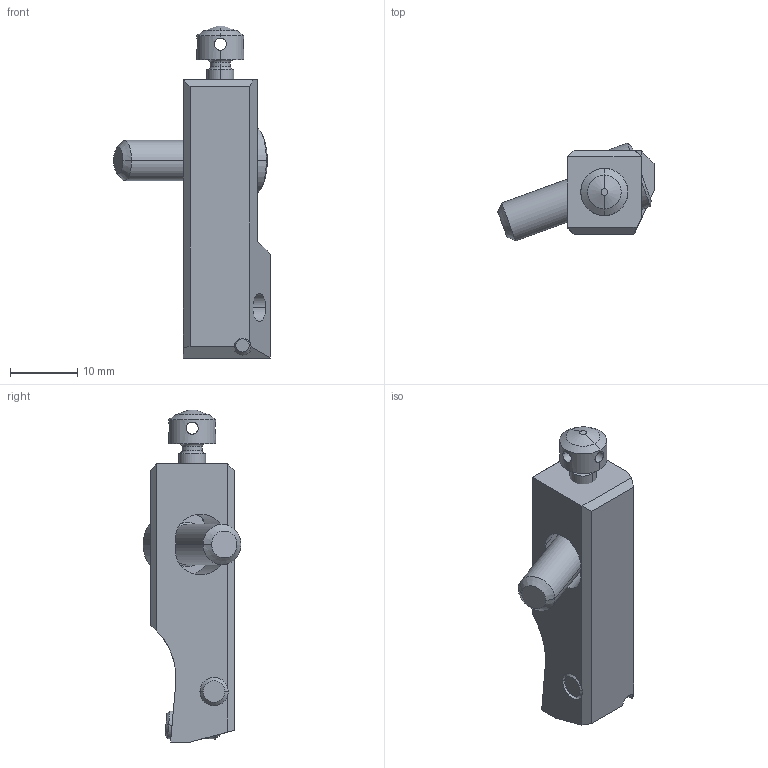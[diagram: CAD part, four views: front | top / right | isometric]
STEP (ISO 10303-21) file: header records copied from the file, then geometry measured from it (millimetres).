
FILE_DESCRIPTION(/* description */ (''),/* implementation_level */ '2;1');
FILE_NAME(/* name */ 'STFPL10CA11.stp',/* time_stamp */ '2019-07-23T16:03:33+09:00',/* author */ (''),/* organization */ (''),/* preprocessor_version */ 'ST-DEVELOPER v16',/* originating_system */ 'SIEMENS PLM Software NX 10.0',/* authorisation */ '');
FILE_SCHEMA (('AUTOMOTIVE_DESIGN { 1 0 10303 214 3 1 1 1 }'));
Length unit declared in the file: millimetre
Products named in the file (1): STFPL10CA11_ASM
Bounding box: 23.28 x 14.56 x 49.36 mm (x, y, z)
Volume: 5011.9 mm3; surface area: 3645.3 mm2
Topology: 5 solids, 5 shells, 142 faces, 381 edges, 244 vertices
Faces by surface type: cylinder 60, plane 50, cone 22, torus 8, sphere 2
Entity records: 5402 total; most frequent: CARTESIAN_POINT 1594, DIRECTION 815, ORIENTED_EDGE 758, EDGE_CURVE 379, AXIS2_PLACEMENT_3D 318, VERTEX_POINT 244, LINE 179, VECTOR 179
